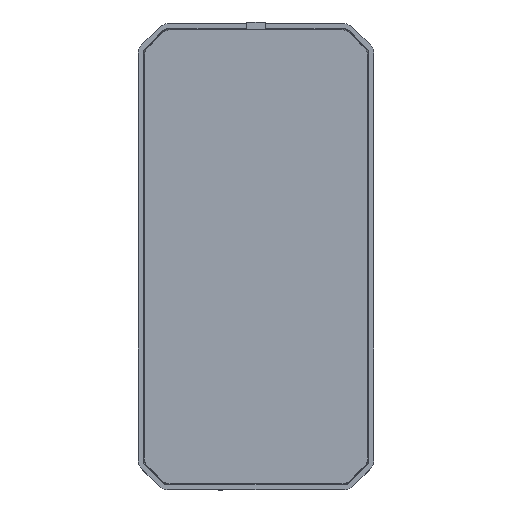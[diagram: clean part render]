
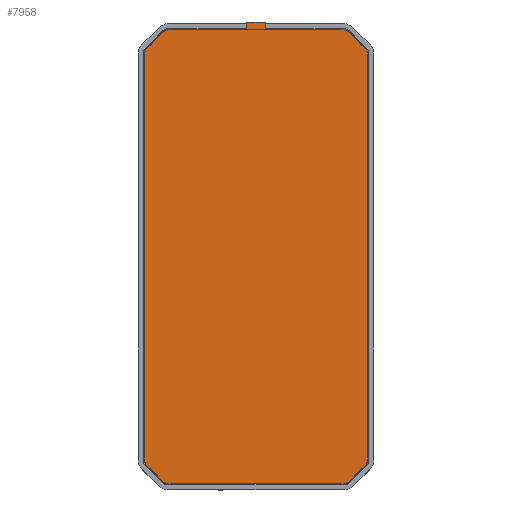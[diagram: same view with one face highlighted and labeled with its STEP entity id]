
A CAD part, top view. The second image highlights one B-rep face of the part: STEP entity #7958.
In plain terms, the highlighted face is planar.
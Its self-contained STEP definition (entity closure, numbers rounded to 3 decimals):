
#7469=CARTESIAN_POINT('',(91.076,0.,-38.446));
#7470=CARTESIAN_POINT('',(91.564,0.,-37.957));
#7471=CARTESIAN_POINT('',(92.268,0.,-36.868));
#7472=CARTESIAN_POINT('',(92.541,0.,-35.601));
#7473=CARTESIAN_POINT('',(92.541,0.,-34.911));
#7489=CARTESIAN_POINT('',(81.911,0.,-45.541));
#7490=CARTESIAN_POINT('',(82.601,0.,-45.541));
#7491=CARTESIAN_POINT('',(83.868,0.,-45.268));
#7492=CARTESIAN_POINT('',(84.957,0.,-44.564));
#7493=CARTESIAN_POINT('',(85.446,0.,-44.076));
#7509=CARTESIAN_POINT('',(-85.446,0.,-44.076));
#7510=CARTESIAN_POINT('',(-84.957,0.,-44.564));
#7511=CARTESIAN_POINT('',(-83.868,0.,-45.268));
#7512=CARTESIAN_POINT('',(-82.601,0.,-45.541));
#7513=CARTESIAN_POINT('',(-81.911,0.,-45.541));
#7529=CARTESIAN_POINT('',(-92.541,0.,-34.911));
#7530=CARTESIAN_POINT('',(-92.541,0.,-35.601));
#7531=CARTESIAN_POINT('',(-92.268,0.,-36.868));
#7532=CARTESIAN_POINT('',(-91.564,0.,-37.957));
#7533=CARTESIAN_POINT('',(-91.076,0.,-38.446));
#7535=DIRECTION('',(0.,0.,-1.));
#7536=VECTOR('',#7535,31.161);
#7537=CARTESIAN_POINT('',(92.541,0.,
34.911));
#7538=LINE('',#7537,#7536);
#7539=DIRECTION('',(1.,0.,0.));
#7540=VECTOR('',#7539,3.209);
#7541=CARTESIAN_POINT('',(92.541,0.,3.75));
#7542=LINE('',#7541,#7540);
#7543=DIRECTION('',(0.,0.,-1.));
#7544=VECTOR('',#7543,7.5);
#7545=CARTESIAN_POINT('',(95.75,0.,3.75));
#7546=LINE('',#7545,#7544);
#7547=DIRECTION('',(0.,0.,-1.));
#7548=VECTOR('',#7547,31.161);
#7549=CARTESIAN_POINT('',(92.541,0.,-3.75));
#7550=LINE('',#7549,#7548);
#7551=DIRECTION('',(-0.707,0.,-0.707));
#7552=VECTOR('',#7551,7.963);
#7553=CARTESIAN_POINT('',(91.076,0.,
-38.446));
#7554=LINE('',#7553,#7552);
#7555=DIRECTION('',(-1.,0.,0.));
#7556=VECTOR('',#7555,163.821);
#7557=CARTESIAN_POINT('',(81.911,0.,
-45.541));
#7558=LINE('',#7557,#7556);
#7559=DIRECTION('',(-0.707,0.,0.707));
#7560=VECTOR('',#7559,7.963);
#7561=CARTESIAN_POINT('',(-85.446,0.,
-44.076));
#7562=LINE('',#7561,#7560);
#7563=DIRECTION('',(0.,0.,1.));
#7564=VECTOR('',#7563,69.821);
#7565=CARTESIAN_POINT('',(-92.541,0.,
-34.911));
#7566=LINE('',#7565,#7564);
#7567=DIRECTION('',(0.707,0.,0.707));
#7568=VECTOR('',#7567,7.963);
#7569=CARTESIAN_POINT('',(-91.076,0.,
38.446));
#7570=LINE('',#7569,#7568);
#7571=DIRECTION('',(1.,0.,0.));
#7572=VECTOR('',#7571,163.821);
#7573=CARTESIAN_POINT('',(-81.911,0.,
45.541));
#7574=LINE('',#7573,#7572);
#7575=DIRECTION('',(0.707,0.,-0.707));
#7576=VECTOR('',#7575,7.963);
#7577=CARTESIAN_POINT('',(85.446,0.,
44.076));
#7578=LINE('',#7577,#7576);
#7585=CARTESIAN_POINT('',(92.541,0.,34.911));
#7586=CARTESIAN_POINT('',(92.541,0.,35.601));
#7587=CARTESIAN_POINT('',(92.268,0.,36.868));
#7588=CARTESIAN_POINT('',(91.564,0.,37.957));
#7589=CARTESIAN_POINT('',(91.076,0.,38.446));
#7605=CARTESIAN_POINT('',(85.446,0.,44.076));
#7606=CARTESIAN_POINT('',(84.957,0.,44.564));
#7607=CARTESIAN_POINT('',(83.868,0.,45.268));
#7608=CARTESIAN_POINT('',(82.601,0.,45.541));
#7609=CARTESIAN_POINT('',(81.911,0.,45.541));
#7625=CARTESIAN_POINT('',(-81.911,0.,45.541));
#7626=CARTESIAN_POINT('',(-82.601,0.,45.541));
#7627=CARTESIAN_POINT('',(-83.868,0.,45.268));
#7628=CARTESIAN_POINT('',(-84.957,0.,44.564));
#7629=CARTESIAN_POINT('',(-85.446,0.,44.076));
#7645=CARTESIAN_POINT('',(-91.076,0.,38.446));
#7646=CARTESIAN_POINT('',(-91.564,0.,37.957));
#7647=CARTESIAN_POINT('',(-92.268,0.,36.868));
#7648=CARTESIAN_POINT('',(-92.541,0.,35.601));
#7649=CARTESIAN_POINT('',(-92.541,0.,34.911));
#7663=DIRECTION('',(1.,0.,0.));
#7664=VECTOR('',#7663,3.209);
#7665=CARTESIAN_POINT('',(92.541,0.,-3.75));
#7666=LINE('',#7665,#7664);
#7679=CARTESIAN_POINT('',(-92.541,0.,
-34.911));
#7680=CARTESIAN_POINT('',(-92.541,0.,
34.911));
#7681=VERTEX_POINT('',#7679);
#7682=VERTEX_POINT('',#7680);
#7683=CARTESIAN_POINT('',(92.541,0.,-3.75));
#7684=CARTESIAN_POINT('',(92.541,0.,
-34.911));
#7685=VERTEX_POINT('',#7683);
#7686=VERTEX_POINT('',#7684);
#7691=CARTESIAN_POINT('',(92.541,0.,3.75));
#7692=VERTEX_POINT('',#7691);
#7693=CARTESIAN_POINT('',(92.541,0.,
34.911));
#7694=VERTEX_POINT('',#7693);
#7695=CARTESIAN_POINT('',(81.911,0.,
-45.541));
#7696=CARTESIAN_POINT('',(-81.911,0.,
-45.541));
#7697=VERTEX_POINT('',#7695);
#7698=VERTEX_POINT('',#7696);
#7699=VERTEX_POINT('',#7509);
#7700=CARTESIAN_POINT('',(-91.076,0.,
-38.446));
#7701=VERTEX_POINT('',#7700);
#7702=VERTEX_POINT('',#7589);
#7703=CARTESIAN_POINT('',(95.75,0.,3.75));
#7704=VERTEX_POINT('',#7703);
#7705=CARTESIAN_POINT('',(95.75,0.,-3.75));
#7706=VERTEX_POINT('',#7705);
#7707=VERTEX_POINT('',#7469);
#7708=CARTESIAN_POINT('',(85.446,0.,
-44.076));
#7709=VERTEX_POINT('',#7708);
#7710=VERTEX_POINT('',#7645);
#7711=CARTESIAN_POINT('',(-85.446,0.,
44.076));
#7712=VERTEX_POINT('',#7711);
#7713=VERTEX_POINT('',#7625);
#7714=CARTESIAN_POINT('',(81.911,0.,
45.541));
#7715=VERTEX_POINT('',#7714);
#7716=VERTEX_POINT('',#7605);
#7921=CARTESIAN_POINT('',(0.,0.,0.));
#7922=DIRECTION('',(0.,-1.,0.));
#7923=DIRECTION('',(-1.,0.,0.));
#7924=AXIS2_PLACEMENT_3D('',#7921,#7922,#7923);
#7925=PLANE('',#7924);
#7927=ORIENTED_EDGE('',*,*,#7926,.F.);
#7928=ORIENTED_EDGE('',*,*,#7817,.T.);
#7930=ORIENTED_EDGE('',*,*,#7929,.T.);
#7932=ORIENTED_EDGE('',*,*,#7931,.T.);
#7934=ORIENTED_EDGE('',*,*,#7933,.F.);
#7935=ORIENTED_EDGE('',*,*,#7809,.T.);
#7936=ORIENTED_EDGE('',*,*,#7832,.F.);
#7937=ORIENTED_EDGE('',*,*,#7846,.T.);
#7938=ORIENTED_EDGE('',*,*,#7860,.F.);
#7939=ORIENTED_EDGE('',*,*,#7874,.T.);
#7940=ORIENTED_EDGE('',*,*,#7888,.F.);
#7941=ORIENTED_EDGE('',*,*,#7902,.T.);
#7942=ORIENTED_EDGE('',*,*,#7915,.F.);
#7943=ORIENTED_EDGE('',*,*,#7755,.T.);
#7945=ORIENTED_EDGE('',*,*,#7944,.F.);
#7947=ORIENTED_EDGE('',*,*,#7946,.T.);
#7949=ORIENTED_EDGE('',*,*,#7948,.F.);
#7951=ORIENTED_EDGE('',*,*,#7950,.T.);
#7953=ORIENTED_EDGE('',*,*,#7952,.F.);
#7955=ORIENTED_EDGE('',*,*,#7954,.T.);
#7956=EDGE_LOOP('',(#7927,#7928,#7930,#7932,#7934,#7935,#7936,#7937,#7938,#7939,
#7940,#7941,#7942,#7943,#7945,#7947,#7949,#7951,#7953,#7955));
#7957=FACE_OUTER_BOUND('',#7956,.F.);
#7958=ADVANCED_FACE('',(#7957),#7925,.T.);
#7474=B_SPLINE_CURVE_WITH_KNOTS('',3,(#7469,#7470,#7471,#7472,#7473),
.UNSPECIFIED.,.F.,.F.,(4,1,4),(0.,0.5,1.),.UNSPECIFIED.);
#7494=B_SPLINE_CURVE_WITH_KNOTS('',3,(#7489,#7490,#7491,#7492,#7493),
.UNSPECIFIED.,.F.,.F.,(4,1,4),(0.,0.5,1.),.UNSPECIFIED.);
#7514=B_SPLINE_CURVE_WITH_KNOTS('',3,(#7509,#7510,#7511,#7512,#7513),
.UNSPECIFIED.,.F.,.F.,(4,1,4),(0.,0.5,1.),.UNSPECIFIED.);
#7534=B_SPLINE_CURVE_WITH_KNOTS('',3,(#7529,#7530,#7531,#7532,#7533),
.UNSPECIFIED.,.F.,.F.,(4,1,4),(0.,0.5,1.),.UNSPECIFIED.);
#7590=B_SPLINE_CURVE_WITH_KNOTS('',3,(#7585,#7586,#7587,#7588,#7589),
.UNSPECIFIED.,.F.,.F.,(4,1,4),(0.,0.5,1.),.UNSPECIFIED.);
#7610=B_SPLINE_CURVE_WITH_KNOTS('',3,(#7605,#7606,#7607,#7608,#7609),
.UNSPECIFIED.,.F.,.F.,(4,1,4),(0.,0.5,1.),.UNSPECIFIED.);
#7630=B_SPLINE_CURVE_WITH_KNOTS('',3,(#7625,#7626,#7627,#7628,#7629),
.UNSPECIFIED.,.F.,.F.,(4,1,4),(0.,0.5,1.),.UNSPECIFIED.);
#7650=B_SPLINE_CURVE_WITH_KNOTS('',3,(#7645,#7646,#7647,#7648,#7649),
.UNSPECIFIED.,.F.,.F.,(4,1,4),(0.,0.5,1.),.UNSPECIFIED.);
#7755=EDGE_CURVE('',#7681,#7682,#7566,.T.);
#7809=EDGE_CURVE('',#7685,#7686,#7550,.T.);
#7817=EDGE_CURVE('',#7694,#7692,#7538,.T.);
#7832=EDGE_CURVE('',#7707,#7686,#7474,.T.);
#7846=EDGE_CURVE('',#7707,#7709,#7554,.T.);
#7860=EDGE_CURVE('',#7697,#7709,#7494,.T.);
#7874=EDGE_CURVE('',#7697,#7698,#7558,.T.);
#7888=EDGE_CURVE('',#7699,#7698,#7514,.T.);
#7902=EDGE_CURVE('',#7699,#7701,#7562,.T.);
#7915=EDGE_CURVE('',#7681,#7701,#7534,.T.);
#7926=EDGE_CURVE('',#7694,#7702,#7590,.T.);
#7929=EDGE_CURVE('',#7692,#7704,#7542,.T.);
#7931=EDGE_CURVE('',#7704,#7706,#7546,.T.);
#7933=EDGE_CURVE('',#7685,#7706,#7666,.T.);
#7944=EDGE_CURVE('',#7710,#7682,#7650,.T.);
#7946=EDGE_CURVE('',#7710,#7712,#7570,.T.);
#7948=EDGE_CURVE('',#7713,#7712,#7630,.T.);
#7950=EDGE_CURVE('',#7713,#7715,#7574,.T.);
#7952=EDGE_CURVE('',#7716,#7715,#7610,.T.);
#7954=EDGE_CURVE('',#7716,#7702,#7578,.T.);
